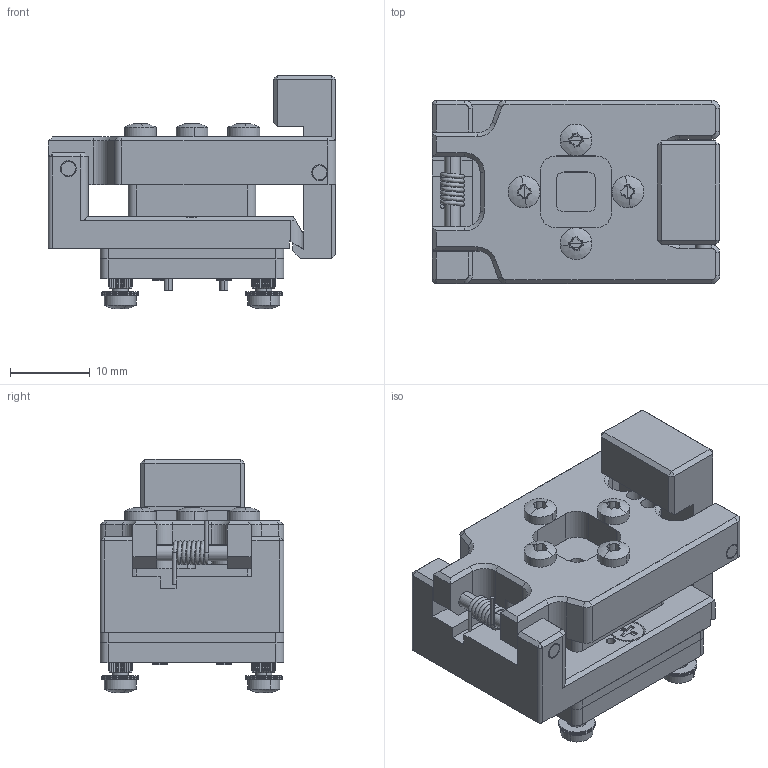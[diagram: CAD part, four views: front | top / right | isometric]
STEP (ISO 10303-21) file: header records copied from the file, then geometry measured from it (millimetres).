
FILE_DESCRIPTION (( 'STEP AP203' ), '1' );
FILE_NAME ('LPH088-0490-22AAEW55L.STEP', '2021-02-03T07:48:44', ( '' ), ( '' ), 'SwSTEP 2.0', 'SolidWorks 2016', '' );
FILE_SCHEMA (( 'CONFIG_CONTROL_DESIGN' ));
Length unit declared in the file: millimetre
Products named in the file (1): LPH088-0490-22AAEW55L
Bounding box: 36 x 23 x 29.31 mm (x, y, z)
Surface area: 7610.5 mm2 (no closed solid volume)
Topology: 0 solids, 64 shells, 1065 faces, 3555 edges, 2486 vertices
Faces by surface type: cylinder 467, plane 432, cone 130, sphere 16, torus 12, bspline 8
Entity records: 40936 total; most frequent: CARTESIAN_POINT 10771, DIRECTION 6284, ORIENTED_EDGE 5657, EDGE_CURVE 3553, VERTEX_POINT 2486, AXIS2_PLACEMENT_3D 2350, LINE 1584, VECTOR 1584
